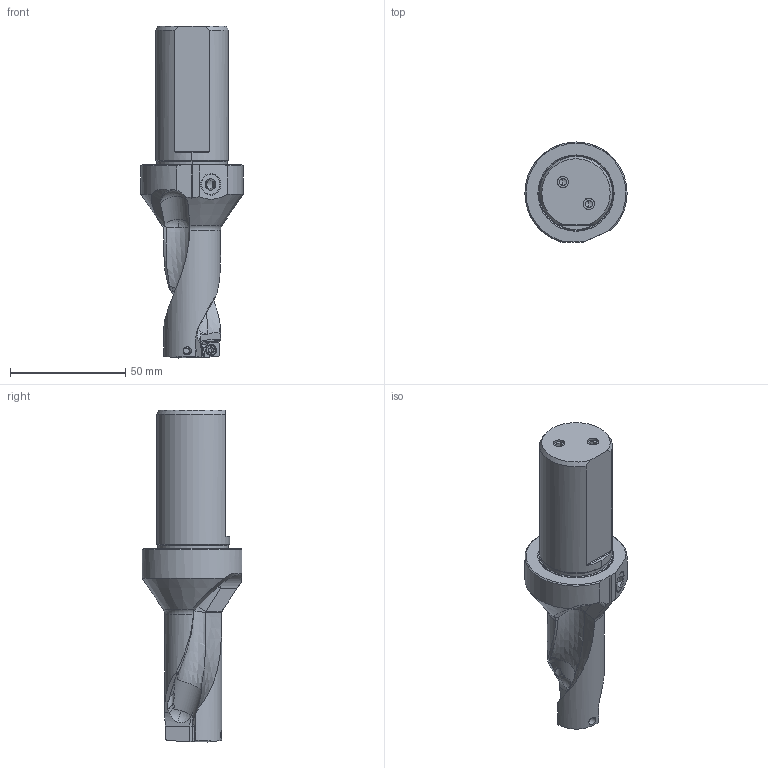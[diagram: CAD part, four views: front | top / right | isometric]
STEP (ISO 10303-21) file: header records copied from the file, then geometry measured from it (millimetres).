
FILE_DESCRIPTION(/* description */ (''),/* implementation_level */ '2;1');
FILE_NAME(/* name */ 'MVX1000X2C125.stp',/* time_stamp */ '2021-04-05T13:01:47+09:00',/* author */ (''),/* organization */ (''),/* preprocessor_version */ 'ST-DEVELOPER v16',/* originating_system */ 'SIEMENS PLM Software NX 10.0',/* authorisation */ '');
FILE_SCHEMA (('AUTOMOTIVE_DESIGN { 1 0 10303 214 3 1 1 1 }'));
Length unit declared in the file: millimetre
Products named in the file (1): MVX1000X2C125_ASM
Bounding box: 44.45 x 43.45 x 144.29 mm (x, y, z)
Volume: 85047.8 mm3; surface area: 21926.4 mm2
Topology: 6 solids, 6 shells, 287 faces, 845 edges, 555 vertices
Faces by surface type: cylinder 98, plane 88, cone 54, sphere 21, torus 14, bspline 9, extrusion 3
Entity records: 14130 total; most frequent: CARTESIAN_POINT 6488, ORIENTED_EDGE 1642, DIRECTION 1511, EDGE_CURVE 821, AXIS2_PLACEMENT_3D 600, VERTEX_POINT 550, VECTOR 311, LINE 308
